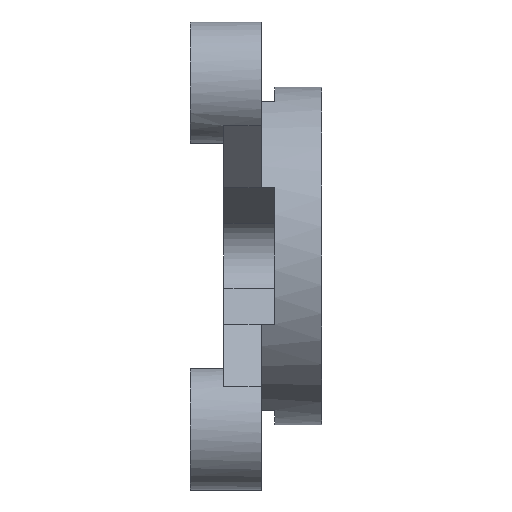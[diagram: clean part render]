
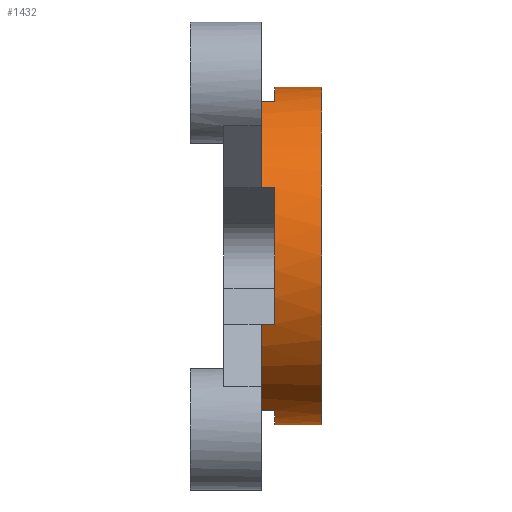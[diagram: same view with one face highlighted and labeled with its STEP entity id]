
A CAD part, left-side view. The second image highlights one B-rep face of the part: STEP entity #1432.
In plain terms, the highlighted cylindrical face has radius 12.662 mm (diameter 25.324 mm), a partial arc.
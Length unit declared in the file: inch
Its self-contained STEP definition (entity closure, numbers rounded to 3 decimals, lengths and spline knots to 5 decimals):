
#94 = CARTESIAN_POINT ( 'NONE',  ( 0., 0.14, 0.4985 ) ) ;
#105 = VECTOR ( 'NONE', #1159, 39.37008 ) ;
#189 = AXIS2_PLACEMENT_3D ( 'NONE', #1659, #298, #1862 ) ;
#207 = EDGE_CURVE ( 'NONE', #1296, #1201, #2137, .T. ) ;
#298 = DIRECTION ( 'NONE',  ( 0., 1., 0. ) ) ;
#374 = FACE_OUTER_BOUND ( 'NONE', #2323, .T. ) ;
#382 = VECTOR ( 'NONE', #1360, 39.37008 ) ;
#407 = LINE ( 'NONE', #1859, #2627 ) ;
#411 = VERTEX_POINT ( 'NONE', #2270 ) ;
#420 = DIRECTION ( 'NONE',  ( 0., 1., 0. ) ) ;
#462 = DIRECTION ( 'NONE',  ( 0., -1., 0. ) ) ;
#496 = VERTEX_POINT ( 'NONE', #1769 ) ;
#566 = VERTEX_POINT ( 'NONE', #94 ) ;
#573 = VECTOR ( 'NONE', #1285, 39.37008 ) ;
#574 = ORIENTED_EDGE ( 'NONE', *, *, #2615, .T. ) ;
#588 = VERTEX_POINT ( 'NONE', #1521 ) ;
#611 = AXIS2_PLACEMENT_3D ( 'NONE', #1125, #2588, #1363 ) ;
#670 = DIRECTION ( 'NONE',  ( 0., -1., 0. ) ) ;
#690 = VERTEX_POINT ( 'NONE', #2674 ) ;
#719 = DIRECTION ( 'NONE',  ( 0., 1., 0. ) ) ;
#723 = CARTESIAN_POINT ( 'NONE',  ( -0.45588, 0.18, 0.20168 ) ) ;
#757 = LINE ( 'NONE', #927, #105 ) ;
#787 = ORIENTED_EDGE ( 'NONE', *, *, #926, .F. ) ;
#869 = EDGE_CURVE ( 'NONE', #1264, #2536, #1412, .T. ) ;
#876 = VERTEX_POINT ( 'NONE', #1319 ) ;
#926 = EDGE_CURVE ( 'NONE', #411, #2536, #1713, .T. ) ;
#927 = CARTESIAN_POINT ( 'NONE',  ( 0., 0.14, 0.4985 ) ) ;
#960 = EDGE_CURVE ( 'NONE', #1296, #1264, #1584, .T. ) ;
#1069 = DIRECTION ( 'NONE',  ( 0., -1., 0. ) ) ;
#1119 = ORIENTED_EDGE ( 'NONE', *, *, #2705, .T. ) ;
#1125 = CARTESIAN_POINT ( 'NONE',  ( 0., 0., 0. ) ) ;
#1143 = DIRECTION ( 'NONE',  ( 0., -1., 0. ) ) ;
#1153 = CIRCLE ( 'NONE', #2455, 0.4985 ) ;
#1159 = DIRECTION ( 'NONE',  ( 0., -1., 0. ) ) ;
#1189 = LINE ( 'NONE', #2523, #573 ) ;
#1201 = VERTEX_POINT ( 'NONE', #1704 ) ;
#1203 = EDGE_CURVE ( 'NONE', #690, #876, #1226, .T. ) ;
#1226 = CIRCLE ( 'NONE', #2520, 0.4985 ) ;
#1258 = VECTOR ( 'NONE', #1069, 39.37008 ) ;
#1260 = DIRECTION ( 'NONE',  ( 0., -1., 0. ) ) ;
#1264 = VERTEX_POINT ( 'NONE', #2336 ) ;
#1285 = DIRECTION ( 'NONE',  ( 0., -1., 0. ) ) ;
#1296 = VERTEX_POINT ( 'NONE', #1754 ) ;
#1319 = CARTESIAN_POINT ( 'NONE',  ( -0.20168, 0.18, -0.45588 ) ) ;
#1331 = ORIENTED_EDGE ( 'NONE', *, *, #869, .T. ) ;
#1338 = VERTEX_POINT ( 'NONE', #2553 ) ;
#1360 = DIRECTION ( 'NONE',  ( 0., -1., 0. ) ) ;
#1363 = DIRECTION ( 'NONE',  ( 0., 0., 1. ) ) ;
#1391 = CARTESIAN_POINT ( 'NONE',  ( 0., 0.14, -0.4985 ) ) ;
#1412 = LINE ( 'NONE', #723, #1258 ) ;
#1432 = ADVANCED_FACE ( 'NONE', ( #374 ), #1451, .T. ) ;
#1447 = DIRECTION ( 'NONE',  ( 0., -1., 0. ) ) ;
#1451 = CYLINDRICAL_SURFACE ( 'NONE', #1618, 0.4985 ) ;
#1521 = CARTESIAN_POINT ( 'NONE',  ( 0., 0., 0.4985 ) ) ;
#1529 = EDGE_CURVE ( 'NONE', #1338, #496, #2337, .T. ) ;
#1564 = CARTESIAN_POINT ( 'NONE',  ( -0.45588, 0.14, 0.20168 ) ) ;
#1584 = CIRCLE ( 'NONE', #2623, 0.4985 ) ;
#1612 = CARTESIAN_POINT ( 'NONE',  ( 0., 0.14, 0. ) ) ;
#1618 = AXIS2_PLACEMENT_3D ( 'NONE', #1612, #1143, #1815 ) ;
#1645 = ORIENTED_EDGE ( 'NONE', *, *, #1852, .F. ) ;
#1659 = CARTESIAN_POINT ( 'NONE',  ( 0., 0.14, 0. ) ) ;
#1704 = CARTESIAN_POINT ( 'NONE',  ( -0.20168, 0.14, 0.45588 ) ) ;
#1713 = CIRCLE ( 'NONE', #2351, 0.4985 ) ;
#1754 = CARTESIAN_POINT ( 'NONE',  ( -0.20168, 0.18, 0.45588 ) ) ;
#1769 = CARTESIAN_POINT ( 'NONE',  ( -0.20168, 0.14, -0.45588 ) ) ;
#1773 = ORIENTED_EDGE ( 'NONE', *, *, #207, .F. ) ;
#1774 = CARTESIAN_POINT ( 'NONE',  ( 0., 0.14, 0. ) ) ;
#1815 = DIRECTION ( 'NONE',  ( 0., 0., -1. ) ) ;
#1852 = EDGE_CURVE ( 'NONE', #566, #588, #757, .T. ) ;
#1859 = CARTESIAN_POINT ( 'NONE',  ( -0.45588, 0.18, -0.20168 ) ) ;
#1862 = DIRECTION ( 'NONE',  ( 0., 0., 1. ) ) ;
#1931 = EDGE_CURVE ( 'NONE', #1201, #566, #1153, .T. ) ;
#1977 = DIRECTION ( 'NONE',  ( 0., 0., 1. ) ) ;
#1989 = CARTESIAN_POINT ( 'NONE',  ( 0., 0.18, 0. ) ) ;
#1997 = ORIENTED_EDGE ( 'NONE', *, *, #1203, .T. ) ;
#2045 = CARTESIAN_POINT ( 'NONE',  ( 0., 0.14, 0. ) ) ;
#2052 = EDGE_CURVE ( 'NONE', #690, #411, #407, .T. ) ;
#2137 = LINE ( 'NONE', #2701, #382 ) ;
#2198 = ORIENTED_EDGE ( 'NONE', *, *, #1529, .F. ) ;
#2206 = DIRECTION ( 'NONE',  ( 0., 0., -1. ) ) ;
#2216 = VECTOR ( 'NONE', #462, 39.37008 ) ;
#2245 = DIRECTION ( 'NONE',  ( 0., 0., 1. ) ) ;
#2270 = CARTESIAN_POINT ( 'NONE',  ( -0.45588, 0.14, -0.20168 ) ) ;
#2323 = EDGE_LOOP ( 'NONE', ( #1645, #2715, #1773, #2363, #1331, #787, #2488, #1997, #2662, #2198, #1119, #574 ) ) ;
#2336 = CARTESIAN_POINT ( 'NONE',  ( -0.45588, 0.18, 0.20168 ) ) ;
#2337 = CIRCLE ( 'NONE', #189, 0.4985 ) ;
#2351 = AXIS2_PLACEMENT_3D ( 'NONE', #1774, #420, #1977 ) ;
#2361 = EDGE_CURVE ( 'NONE', #876, #496, #1189, .T. ) ;
#2363 = ORIENTED_EDGE ( 'NONE', *, *, #960, .T. ) ;
#2455 = AXIS2_PLACEMENT_3D ( 'NONE', #2045, #719, #2245 ) ;
#2464 = CIRCLE ( 'NONE', #611, 0.4985 ) ;
#2488 = ORIENTED_EDGE ( 'NONE', *, *, #2052, .F. ) ;
#2507 = CARTESIAN_POINT ( 'NONE',  ( 0., 0.18, 0. ) ) ;
#2520 = AXIS2_PLACEMENT_3D ( 'NONE', #2507, #1260, #2712 ) ;
#2523 = CARTESIAN_POINT ( 'NONE',  ( -0.20168, 0.18, -0.45588 ) ) ;
#2536 = VERTEX_POINT ( 'NONE', #1564 ) ;
#2553 = CARTESIAN_POINT ( 'NONE',  ( 0., 0.14, -0.4985 ) ) ;
#2588 = DIRECTION ( 'NONE',  ( 0., 1., 0. ) ) ;
#2615 = EDGE_CURVE ( 'NONE', #2770, #588, #2464, .T. ) ;
#2623 = AXIS2_PLACEMENT_3D ( 'NONE', #1989, #670, #2206 ) ;
#2627 = VECTOR ( 'NONE', #1447, 39.37008 ) ;
#2636 = CARTESIAN_POINT ( 'NONE',  ( 0., 0., -0.4985 ) ) ;
#2662 = ORIENTED_EDGE ( 'NONE', *, *, #2361, .T. ) ;
#2674 = CARTESIAN_POINT ( 'NONE',  ( -0.45588, 0.18, -0.20168 ) ) ;
#2701 = CARTESIAN_POINT ( 'NONE',  ( -0.20168, 0.18, 0.45588 ) ) ;
#2705 = EDGE_CURVE ( 'NONE', #1338, #2770, #2746, .T. ) ;
#2712 = DIRECTION ( 'NONE',  ( 0., 0., -1. ) ) ;
#2715 = ORIENTED_EDGE ( 'NONE', *, *, #1931, .F. ) ;
#2746 = LINE ( 'NONE', #1391, #2216 ) ;
#2770 = VERTEX_POINT ( 'NONE', #2636 ) ;
